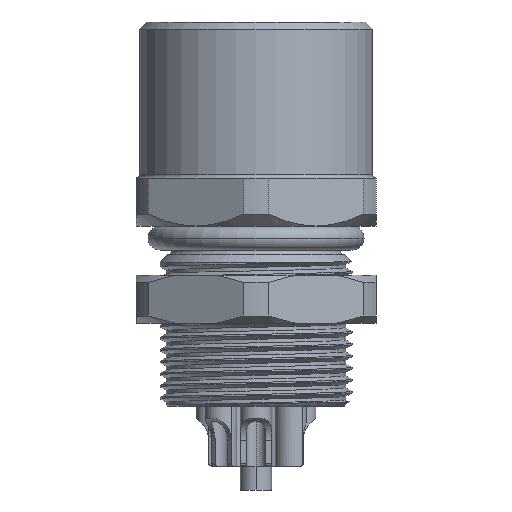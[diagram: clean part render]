
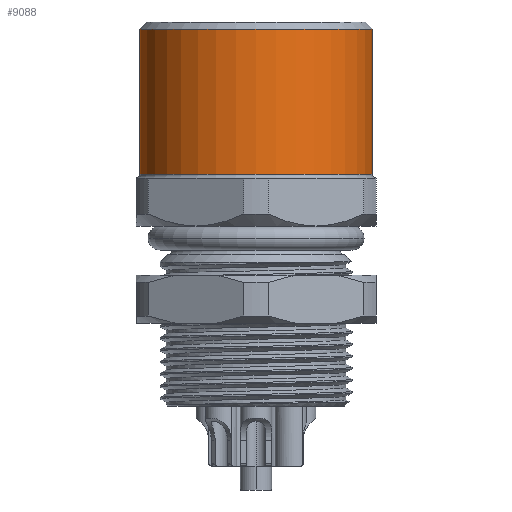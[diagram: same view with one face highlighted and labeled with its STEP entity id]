
A CAD part, front view. The second image highlights one B-rep face of the part: STEP entity #9088.
In plain terms, the highlighted cylindrical face has radius 4.85 mm (diameter 9.7 mm), a partial arc.
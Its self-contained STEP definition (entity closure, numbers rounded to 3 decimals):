
#4591=DIRECTION('',(0.,0.,1.));
#4592=VECTOR('',#4591,6.05);
#4593=CARTESIAN_POINT('',(4.85,0.,-0.15));
#4594=LINE('',#4593,#4592);
#4610=CARTESIAN_POINT('',(0.,0.,-0.15));
#4611=DIRECTION('',(0.,0.,-1.));
#4612=DIRECTION('',(1.,0.,0.));
#4613=AXIS2_PLACEMENT_3D('',#4610,#4611,#4612);
#4615=DIRECTION('',(0.,0.,1.));
#4616=VECTOR('',#4615,6.05);
#4617=CARTESIAN_POINT('',(-4.85,0.,-0.15));
#4618=LINE('',#4617,#4616);
#4619=CARTESIAN_POINT('',(0.,0.,5.9));
#4620=DIRECTION('',(0.,0.,1.));
#4621=DIRECTION('',(-1.,0.,0.));
#4622=AXIS2_PLACEMENT_3D('',#4619,#4620,#4621);
#8711=CARTESIAN_POINT('',(-4.85,0.,5.9));
#8712=CARTESIAN_POINT('',(4.85,0.,5.9));
#8713=VERTEX_POINT('',#8711);
#8714=VERTEX_POINT('',#8712);
#8891=CARTESIAN_POINT('',(4.85,0.,-0.15));
#8892=CARTESIAN_POINT('',(-4.85,0.,-0.15));
#8893=VERTEX_POINT('',#8891);
#8894=VERTEX_POINT('',#8892);
#9077=CARTESIAN_POINT('',(0.,0.,-0.3));
#9078=DIRECTION('',(0.,0.,1.));
#9079=DIRECTION('',(1.,0.,0.));
#9080=AXIS2_PLACEMENT_3D('',#9077,#9078,#9079);
#9081=CYLINDRICAL_SURFACE('',#9080,4.85);
#9082=ORIENTED_EDGE('',*,*,#9064,.T.);
#9083=ORIENTED_EDGE('',*,*,#9035,.T.);
#9084=ORIENTED_EDGE('',*,*,#9005,.T.);
#9085=ORIENTED_EDGE('',*,*,#9032,.F.);
#9086=EDGE_LOOP('',(#9082,#9083,#9084,#9085));
#9087=FACE_OUTER_BOUND('',#9086,.F.);
#4614=CIRCLE('',#4613,4.85);
#4623=CIRCLE('',#4622,4.85);
#9005=EDGE_CURVE('',#8713,#8714,#4623,.T.);
#9032=EDGE_CURVE('',#8893,#8714,#4594,.T.);
#9035=EDGE_CURVE('',#8894,#8713,#4618,.T.);
#9064=EDGE_CURVE('',#8893,#8894,#4614,.T.);
#9088=ADVANCED_FACE('',(#9087),#9081,.T.);
